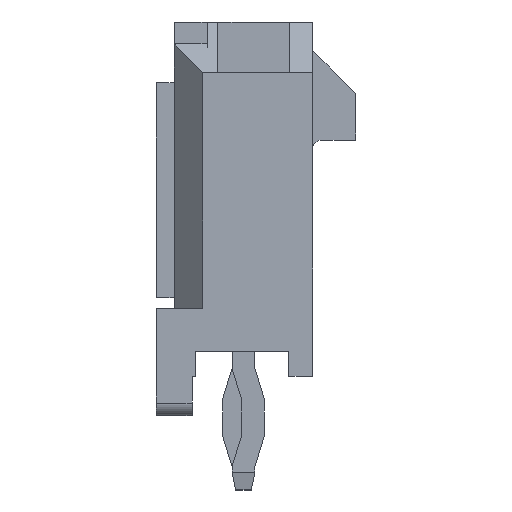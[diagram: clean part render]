
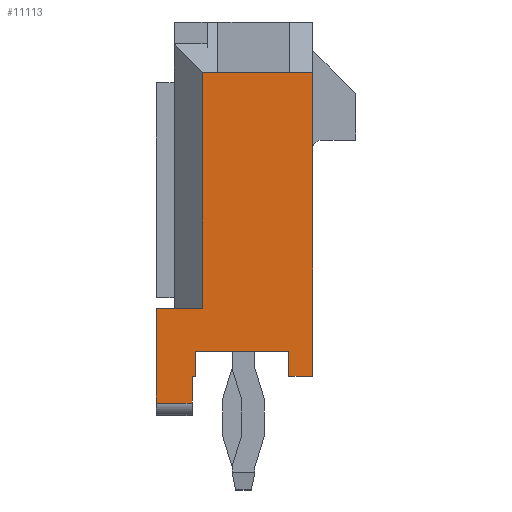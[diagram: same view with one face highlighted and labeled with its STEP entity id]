
A CAD part, left-side view. The second image highlights one B-rep face of the part: STEP entity #11113.
In plain terms, the highlighted face is planar.
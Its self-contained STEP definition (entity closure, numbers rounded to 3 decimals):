
#1053=ORIENTED_EDGE('',*,*,#2954,.F.);
#1054=ORIENTED_EDGE('',*,*,#2958,.T.);
#1055=ORIENTED_EDGE('',*,*,#2961,.T.);
#1056=ORIENTED_EDGE('',*,*,#2470,.F.);
#1057=ORIENTED_EDGE('',*,*,#2538,.F.);
#1058=ORIENTED_EDGE('',*,*,#2542,.F.);
#1059=ORIENTED_EDGE('',*,*,#2903,.F.);
#1060=ORIENTED_EDGE('',*,*,#2907,.T.);
#1061=ORIENTED_EDGE('',*,*,#2915,.T.);
#1062=ORIENTED_EDGE('',*,*,#2911,.T.);
#1063=ORIENTED_EDGE('',*,*,#2988,.F.);
#1064=ORIENTED_EDGE('',*,*,#2990,.F.);
#1065=ORIENTED_EDGE('',*,*,#2991,.F.);
#1066=ORIENTED_EDGE('',*,*,#2949,.T.);
#2470=EDGE_CURVE('',#3611,#3612,#4349,.T.);
#2538=EDGE_CURVE('',#3663,#3611,#4413,.T.);
#2542=EDGE_CURVE('',#3665,#3663,#4417,.T.);
#2903=EDGE_CURVE('',#3889,#3665,#4778,.T.);
#2907=EDGE_CURVE('',#3889,#3891,#4782,.T.);
#2911=EDGE_CURVE('',#3894,#3893,#4786,.T.);
#2915=EDGE_CURVE('',#3891,#3894,#4790,.T.);
#2949=EDGE_CURVE('',#3917,#3920,#4824,.T.);
#2954=EDGE_CURVE('',#3923,#3920,#4829,.T.);
#2958=EDGE_CURVE('',#3923,#3925,#4833,.T.);
#2961=EDGE_CURVE('',#3925,#3612,#4836,.T.);
#2988=EDGE_CURVE('',#3940,#3893,#4863,.T.);
#2990=EDGE_CURVE('',#3941,#3940,#4865,.T.);
#2991=EDGE_CURVE('',#3917,#3941,#4866,.T.);
#3611=VERTEX_POINT('',#14113);
#3612=VERTEX_POINT('',#14114);
#3663=VERTEX_POINT('',#14249);
#3665=VERTEX_POINT('',#14257);
#3889=VERTEX_POINT('',#14962);
#3891=VERTEX_POINT('',#14973);
#3893=VERTEX_POINT('',#14981);
#3894=VERTEX_POINT('',#14983);
#3917=VERTEX_POINT('',#15051);
#3920=VERTEX_POINT('',#15060);
#3923=VERTEX_POINT('',#15070);
#3925=VERTEX_POINT('',#15077);
#3940=VERTEX_POINT('',#15133);
#3941=VERTEX_POINT('',#15137);
#4349=LINE('',#14112,#5496);
#4413=LINE('',#14250,#5560);
#4417=LINE('',#14258,#5564);
#4778=LINE('',#14963,#5925);
#4782=LINE('',#14974,#5929);
#4786=LINE('',#14982,#5933);
#4790=LINE('',#14990,#5937);
#4824=LINE('',#15061,#5971);
#4829=LINE('',#15071,#5976);
#4833=LINE('',#15078,#5980);
#4836=LINE('',#15084,#5983);
#4863=LINE('',#15132,#6010);
#4865=LINE('',#15136,#6012);
#4866=LINE('',#15138,#6013);
#5496=VECTOR('',#11994,1000.);
#5560=VECTOR('',#12100,1000.);
#5564=VECTOR('',#12108,1000.);
#5925=VECTOR('',#12709,1000.);
#5929=VECTOR('',#12723,1000.);
#5933=VECTOR('',#12731,1000.);
#5937=VECTOR('',#12739,1000.);
#5971=VECTOR('',#12797,1000.);
#5976=VECTOR('',#12806,1000.);
#5980=VECTOR('',#12812,1000.);
#5983=VECTOR('',#12817,1000.);
#6010=VECTOR('',#12862,1000.);
#6012=VECTOR('',#12866,1000.);
#6013=VECTOR('',#12867,1000.);
#6726=EDGE_LOOP('',(#1053,#1054,#1055,#1056,#1057,#1058,#1059,#1060,#1061,
#1062,#1063,#1064,#1065,#1066));
#7179=FACE_BOUND('',#6726,.T.);
#7623=PLANE('',#11562);
#11113=ADVANCED_FACE('',(#7179),#7623,.F.);
#11562=AXIS2_PLACEMENT_3D('',#15135,#12864,#12865);
#11994=DIRECTION('',(0.,-1.,0.));
#12100=DIRECTION('',(0.,0.,-1.));
#12108=DIRECTION('',(0.,1.,0.));
#12709=DIRECTION('',(0.,0.,-1.));
#12723=DIRECTION('',(0.,-1.,0.));
#12731=DIRECTION('',(0.,1.,0.));
#12739=DIRECTION('',(0.,0.,1.));
#12797=DIRECTION('',(0.,0.,-1.));
#12806=DIRECTION('',(0.,0.,1.));
#12812=DIRECTION('',(0.,1.,0.));
#12817=DIRECTION('',(0.,0.,-1.));
#12862=DIRECTION('',(0.,0.,-1.));
#12864=DIRECTION('',(-1.,0.,0.));
#12865=DIRECTION('',(0.,0.,1.));
#12866=DIRECTION('',(0.,1.,0.));
#12867=DIRECTION('',(0.,0.,1.));
#14112=CARTESIAN_POINT('',(12.325,4.95,-2.185));
#14113=CARTESIAN_POINT('',(12.325,5.7,-2.185));
#14114=CARTESIAN_POINT('',(12.325,3.05,-2.185));
#14249=CARTESIAN_POINT('',(12.325,5.7,-1.185));
#14250=CARTESIAN_POINT('',(12.325,5.7,-1.185));
#14257=CARTESIAN_POINT('',(12.325,4.95,-1.185));
#14258=CARTESIAN_POINT('',(12.325,4.95,-1.185));
#14962=CARTESIAN_POINT('',(12.325,4.95,-1.085));
#14963=CARTESIAN_POINT('',(12.325,4.95,2.185));
#14973=CARTESIAN_POINT('',(12.325,4.25,-1.085));
#14974=CARTESIAN_POINT('',(12.325,4.95,-1.085));
#14981=CARTESIAN_POINT('',(12.325,4.95,1.515));
#14982=CARTESIAN_POINT('',(12.325,4.25,1.515));
#14983=CARTESIAN_POINT('',(12.325,4.25,1.515));
#14990=CARTESIAN_POINT('',(12.325,4.25,-1.085));
#15051=CARTESIAN_POINT('',(12.325,-3.536,1.535));
#15060=CARTESIAN_POINT('',(12.325,-3.536,-0.465));
#15061=CARTESIAN_POINT('',(12.325,-3.536,1.535));
#15070=CARTESIAN_POINT('',(12.325,-3.536,-0.885));
#15071=CARTESIAN_POINT('',(12.325,-3.536,0.));
#15077=CARTESIAN_POINT('',(12.325,3.05,-0.885));
#15078=CARTESIAN_POINT('',(12.325,3.05,-0.885));
#15084=CARTESIAN_POINT('',(12.325,3.05,-1.685));
#15132=CARTESIAN_POINT('',(12.325,4.95,2.185));
#15133=CARTESIAN_POINT('',(12.325,4.95,2.185));
#15135=CARTESIAN_POINT('',(12.325,0.,0.));
#15136=CARTESIAN_POINT('',(12.325,-4.95,2.185));
#15137=CARTESIAN_POINT('',(12.325,-3.536,2.185));
#15138=CARTESIAN_POINT('',(12.325,-3.536,0.));
